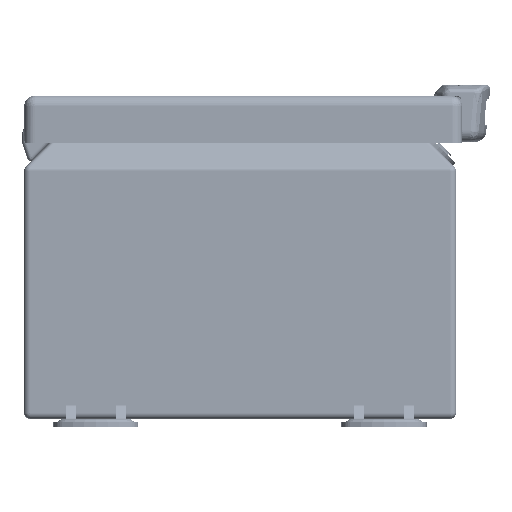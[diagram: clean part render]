
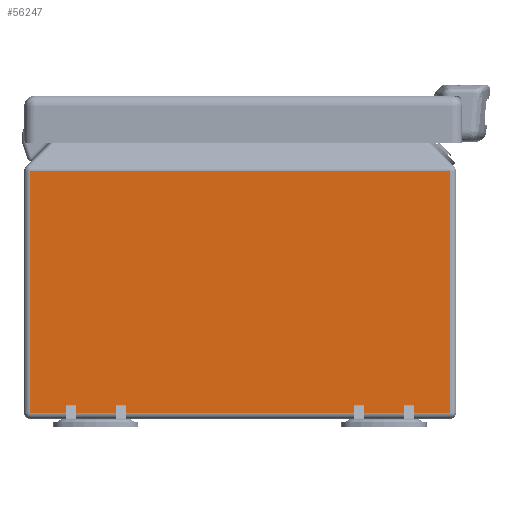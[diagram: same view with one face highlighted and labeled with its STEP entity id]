
A CAD part, front view. The second image highlights one B-rep face of the part: STEP entity #56247.
In plain terms, the highlighted planar face has unit normal (0, -1, 0).
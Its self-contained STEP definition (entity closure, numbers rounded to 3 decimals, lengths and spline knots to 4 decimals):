
#3660=PLANE('',#60470);
#5098=FACE_OUTER_BOUND('',#8553,.T.);
#8553=EDGE_LOOP('',(#38639,#38640,#38641,#38642));
#12321=LINE('',#81573,#17067);
#12323=LINE('',#81586,#17069);
#12324=LINE('',#81590,#17070);
#12325=LINE('',#81591,#17071);
#17067=VECTOR('',#66123,0.3937);
#17069=VECTOR('',#66141,0.3937);
#17070=VECTOR('',#66146,0.3937);
#17071=VECTOR('',#66147,0.3937);
#23976=VERTEX_POINT('',#81570);
#23977=VERTEX_POINT('',#81572);
#23980=VERTEX_POINT('',#81585);
#23981=VERTEX_POINT('',#81589);
#29568=EDGE_CURVE('',#23976,#23977,#12321,.T.);
#29575=EDGE_CURVE('',#23977,#23980,#12323,.T.);
#29577=EDGE_CURVE('',#23981,#23976,#12324,.T.);
#29578=EDGE_CURVE('',#23980,#23981,#12325,.T.);
#38639=ORIENTED_EDGE('',*,*,#29568,.F.);
#38640=ORIENTED_EDGE('',*,*,#29577,.F.);
#38641=ORIENTED_EDGE('',*,*,#29578,.F.);
#38642=ORIENTED_EDGE('',*,*,#29575,.F.);
#56247=ADVANCED_FACE('',(#5098),#3660,.F.);
#60470=AXIS2_PLACEMENT_3D('',#81588,#66144,#66145);
#66123=DIRECTION('',(0.,0.,1.));
#66141=DIRECTION('',(1.,0.,0.));
#66144=DIRECTION('center_axis',(0.,1.,0.));
#66145=DIRECTION('ref_axis',(0.,0.,1.));
#66146=DIRECTION('',(-1.,0.,0.));
#66147=DIRECTION('',(0.,0.,-1.));
#81570=CARTESIAN_POINT('',(-2.916,-6.,0.084));
#81572=CARTESIAN_POINT('',(-2.916,-6.,3.4372));
#81573=CARTESIAN_POINT('',(-2.916,-6.,2.0562));
#81585=CARTESIAN_POINT('',(2.916,-6.,3.4372));
#81586=CARTESIAN_POINT('',(0.,-6.,3.4372));
#81588=CARTESIAN_POINT('Origin',(0.,-6.,1.736));
#81589=CARTESIAN_POINT('',(2.916,-6.,0.084));
#81590=CARTESIAN_POINT('',(0.,-6.,0.084));
#81591=CARTESIAN_POINT('',(2.916,-6.,2.0352));
